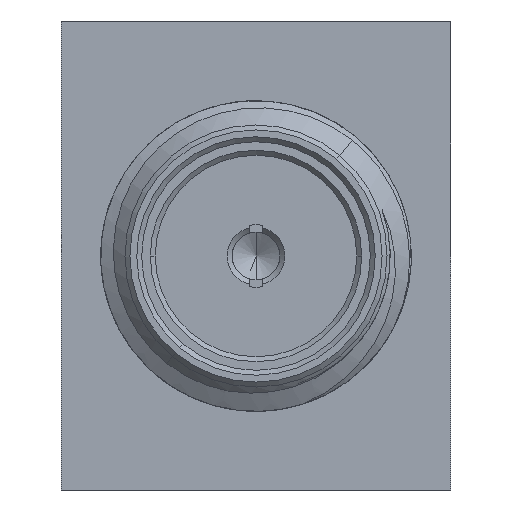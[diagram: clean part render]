
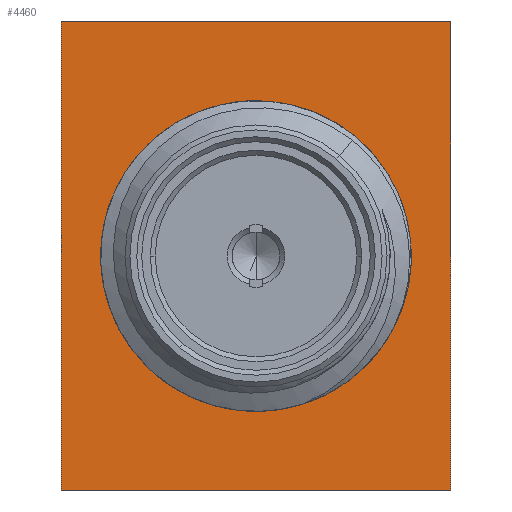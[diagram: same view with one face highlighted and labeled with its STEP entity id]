
A CAD part, left-side view. The second image highlights one B-rep face of the part: STEP entity #4460.
In plain terms, the highlighted planar face has unit normal (-1, 0, 0).
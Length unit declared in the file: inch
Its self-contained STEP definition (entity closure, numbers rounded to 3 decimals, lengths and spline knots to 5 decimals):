
#1685=CARTESIAN_POINT('',(0.31024,0.,0.));
#1686=DIRECTION('',(-1.,0.,0.));
#1687=DIRECTION('',(0.,0.64,-0.769));
#1688=AXIS2_PLACEMENT_3D('',#1685,#1686,#1687);
#1690=CARTESIAN_POINT('',(0.31024,0.,0.));
#1691=DIRECTION('',(1.,0.,0.));
#1692=DIRECTION('',(0.,0.64,-0.769));
#1693=AXIS2_PLACEMENT_3D('',#1690,#1691,#1692);
#1715=DIRECTION('',(0.,1.,0.));
#1716=VECTOR('',#1715,0.31181);
#1717=CARTESIAN_POINT('',(0.31024,-0.15591,
-0.1874));
#1718=LINE('',#1717,#1716);
#1779=DIRECTION('',(0.,0.,-1.));
#1780=VECTOR('',#1779,0.3748);
#1781=CARTESIAN_POINT('',(0.31024,-0.15591,
0.1874));
#1782=LINE('',#1781,#1780);
#1819=DIRECTION('',(0.,-1.,0.));
#1820=VECTOR('',#1819,0.31181);
#1821=CARTESIAN_POINT('',(0.31024,0.15591,
0.1874));
#1822=LINE('',#1821,#1820);
#1919=DIRECTION('',(0.,0.,1.));
#1920=VECTOR('',#1919,0.3748);
#1921=CARTESIAN_POINT('',(0.31024,0.15591,
-0.1874));
#1922=LINE('',#1921,#1920);
#2345=CARTESIAN_POINT('',(0.31024,-0.15591,
-0.1874));
#2346=CARTESIAN_POINT('',(0.31024,0.15591,
-0.1874));
#2347=VERTEX_POINT('',#2345);
#2348=VERTEX_POINT('',#2346);
#2349=CARTESIAN_POINT('',(0.31024,0.15591,
0.1874));
#2350=VERTEX_POINT('',#2349);
#2351=CARTESIAN_POINT('',(0.31024,-0.15591,
0.1874));
#2352=VERTEX_POINT('',#2351);
#2357=CARTESIAN_POINT('',(0.31024,0.0671,
-0.08066));
#2358=CARTESIAN_POINT('',(0.31024,-0.0671,
0.08066));
#2359=VERTEX_POINT('',#2357);
#2360=VERTEX_POINT('',#2358);
#4441=CARTESIAN_POINT('',(0.31024,0.,0.));
#4442=DIRECTION('',(1.,0.,0.));
#4443=DIRECTION('',(0.,-0.64,0.769));
#4444=AXIS2_PLACEMENT_3D('',#4441,#4442,#4443);
#4445=PLANE('',#4444);
#4447=ORIENTED_EDGE('',*,*,#4446,.T.);
#4449=ORIENTED_EDGE('',*,*,#4448,.T.);
#4451=ORIENTED_EDGE('',*,*,#4450,.T.);
#4453=ORIENTED_EDGE('',*,*,#4452,.T.);
#4454=EDGE_LOOP('',(#4447,#4449,#4451,#4453));
#4455=FACE_OUTER_BOUND('',#4454,.F.);
#4456=ORIENTED_EDGE('',*,*,#4421,.T.);
#4457=ORIENTED_EDGE('',*,*,#4435,.F.);
#4458=EDGE_LOOP('',(#4456,#4457));
#4459=FACE_BOUND('',#4458,.F.);
#4460=ADVANCED_FACE('',(#4455,#4459),#4445,.F.);
#1689=CIRCLE('',#1688,0.10492);
#1694=CIRCLE('',#1693,0.10492);
#4421=EDGE_CURVE('',#2359,#2360,#1689,.T.);
#4435=EDGE_CURVE('',#2359,#2360,#1694,.T.);
#4446=EDGE_CURVE('',#2347,#2348,#1718,.T.);
#4448=EDGE_CURVE('',#2348,#2350,#1922,.T.);
#4450=EDGE_CURVE('',#2350,#2352,#1822,.T.);
#4452=EDGE_CURVE('',#2352,#2347,#1782,.T.);
